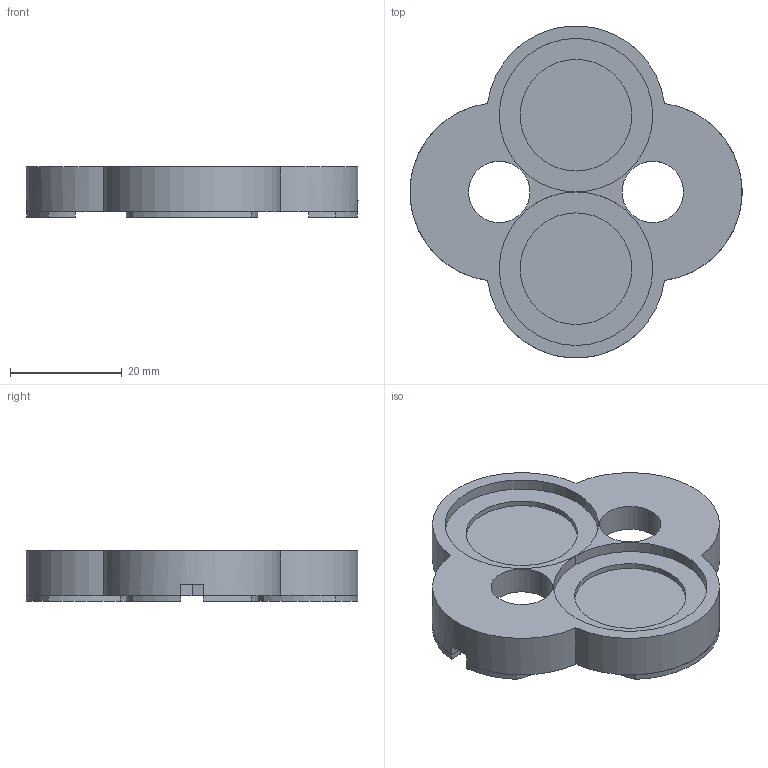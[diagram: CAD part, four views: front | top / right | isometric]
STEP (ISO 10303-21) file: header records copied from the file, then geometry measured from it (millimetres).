
FILE_DESCRIPTION(/* description */ (''),/* implementation_level */ '2;1');
FILE_NAME(/* name */ 'PiezoAdaptor.step',/* time_stamp */ '2025-05-05T19:37:01-07:00',/* author */ (''),/* organization */ (''),/* preprocessor_version */ 'ST-DEVELOPER v20.1',/* originating_system */ 'Autodesk Translation Framework v14.4.0.0',/* authorisation */ '');
FILE_SCHEMA (('AUTOMOTIVE_DESIGN { 1 0 10303 214 3 1 1 }'));
Length unit declared in the file: millimetre
Products named in the file (1): PiezoAdaptor
Bounding box: 59.47 x 59.4 x 9 mm (x, y, z)
Volume: 12639.2 mm3; surface area: 9057.2 mm2
Topology: 7 solids, 7 shells, 73 faces, 156 edges, 100 vertices
Faces by surface type: cylinder 42, plane 31
Full cylindrical faces by diameter (mm): 11 x2, 20 x4
Entity records: 2041 total; most frequent: DIRECTION 392, CARTESIAN_POINT 330, ORIENTED_EDGE 312, AXIS2_PLACEMENT_3D 162, EDGE_CURVE 156, VERTEX_POINT 100, CIRCLE 88, EDGE_LOOP 82
